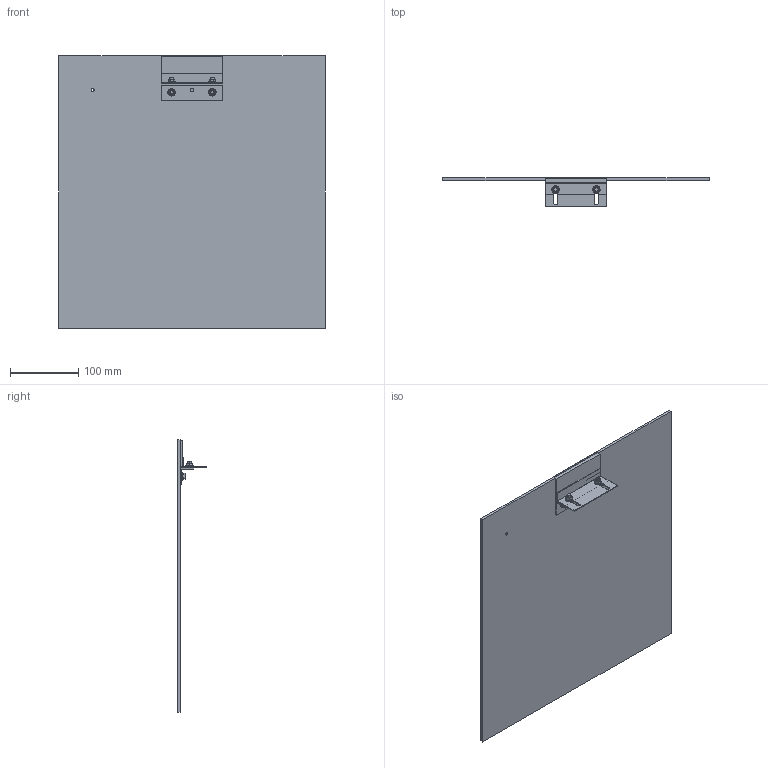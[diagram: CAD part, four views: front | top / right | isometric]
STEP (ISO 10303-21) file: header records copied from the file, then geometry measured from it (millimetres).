
FILE_DESCRIPTION (( 'STEP AP214' ), '1' );
FILE_NAME ('7403635.STEP', '2019-11-18T13:37:44', ( '' ), ( '' ), 'SwSTEP 2.0', 'SolidWorks 2018', '' );
FILE_SCHEMA (( 'AUTOMOTIVE_DESIGN' ));
Length unit declared in the file: millimetre
Products named in the file (8): 063265_Standard; 063269_Standard; 063270_Standard; P_39409373_1_Standard; 143811_Standard; 7403635; 35011908_Standard; 092941_Standard
Assembly tree (13 placements, depth 3):
  7403635
    143811_Standard
    P_39409373_1_Standard  x2
    092941_Standard
    063269_Standard
      063265_Standard
      P_39409373_1_Standard  x2
    35011908_Standard  x4
    063270_Standard
Bounding box: 391.5 x 43.6 x 400 mm (x, y, z)
Volume: 651650.9 mm3; surface area: 356198.5 mm2
Topology: 13 solids, 13 shells, 775 faces, 2188 edges, 1448 vertices
Faces by surface type: plane 693, cylinder 58, cone 16, torus 8
Entity records: 9359 total; most frequent: CARTESIAN_POINT 1729, ORIENTED_EDGE 1526, DIRECTION 1438, EDGE_CURVE 763, VECTOR 584, LINE 584, VERTEX_POINT 506, AXIS2_PLACEMENT_3D 427
